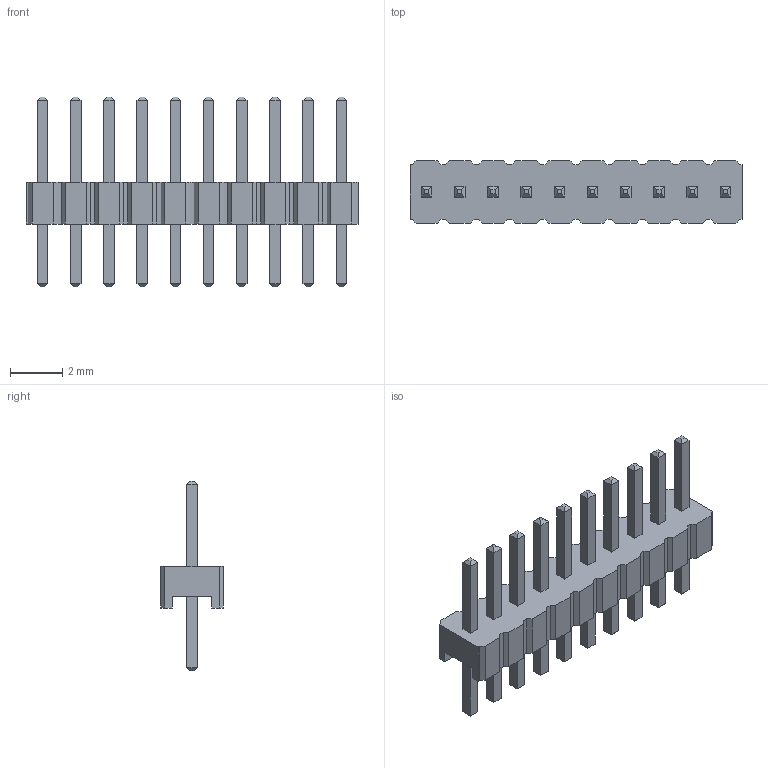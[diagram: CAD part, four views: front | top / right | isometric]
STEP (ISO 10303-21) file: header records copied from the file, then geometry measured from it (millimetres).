
FILE_DESCRIPTION (( 'STEP AP203' ), '1' );
FILE_NAME ('User Library-PIN-Header-1_27_1x10.STEP', '2017-04-22T21:32:06', ( 'Windows User' ), ( '' ), 'SwSTEP 2.0', 'SolidWorks 2017', '' );
FILE_SCHEMA (( 'CONFIG_CONTROL_DESIGN' ));
Length unit declared in the file: millimetre
Products named in the file (1): User Library-PIN-Header-1_27_1x10
Bounding box: 12.7 x 2.4 x 7.25 mm (x, y, z)
Volume: 48.2 mm3; surface area: 252.1 mm2
Topology: 11 solids, 11 shells, 270 faces, 664 edges, 416 vertices
Faces by surface type: plane 270
Entity records: 7785 total; most frequent: CARTESIAN_POINT 1351, ORIENTED_EDGE 1328, DIRECTION 1206, VECTOR 664, LINE 664, EDGE_CURVE 664, VERTEX_POINT 416, EDGE_LOOP 290
